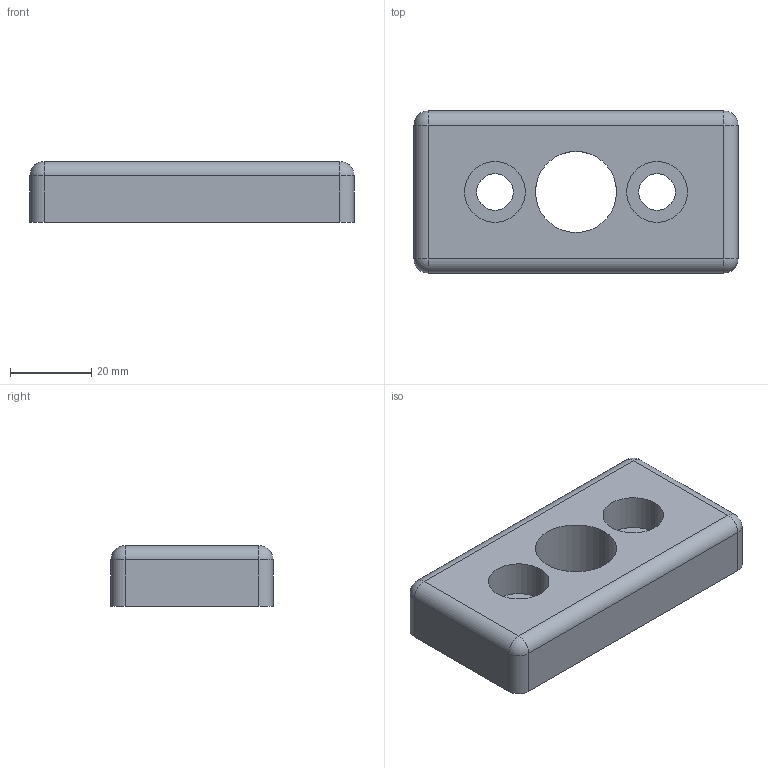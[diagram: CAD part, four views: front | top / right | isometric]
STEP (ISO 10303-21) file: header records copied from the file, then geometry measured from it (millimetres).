
FILE_DESCRIPTION((''),'2;1');
FILE_NAME('SZ0233V.stp','2009-07-27T13:37:05',(''),(''),'Mechanical Desktop 2007','Mechanical Desktop 2007',', , ');
FILE_SCHEMA(('CONFIG_CONTROL_DESIGN'));
Length unit declared in the file: millimetre
Products named in the file (1): SZ0233V
Bounding box: 80 x 40 x 15 mm (x, y, z)
Volume: 38583.4 mm3; surface area: 10779.1 mm2
Topology: 1 solids, 1 shells, 30 faces, 70 edges, 40 vertices
Faces by surface type: cylinder 18, plane 8, sphere 4
Entity records: 937 total; most frequent: DIRECTION 164, CARTESIAN_POINT 137, ORIENTED_EDGE 132, AXIS2_PLACEMENT_3D 67, EDGE_CURVE 66, VERTEX_POINT 40, EDGE_LOOP 38, CIRCLE 36
